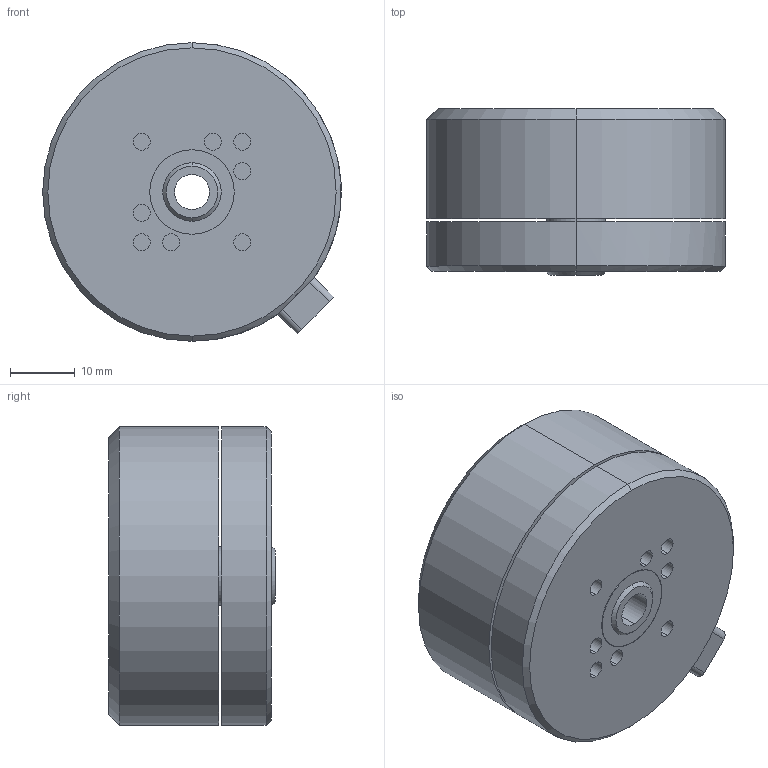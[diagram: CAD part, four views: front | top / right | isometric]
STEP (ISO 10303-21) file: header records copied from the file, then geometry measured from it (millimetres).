
FILE_DESCRIPTION (( 'STEP AP214' ), '1' );
FILE_NAME ('motor.STEP', '2020-05-24T09:52:35', ( '' ), ( '' ), 'SwSTEP 2.0', 'SolidWorks 2016', '' );
FILE_SCHEMA (( 'AUTOMOTIVE_DESIGN' ));
Length unit declared in the file: millimetre
Products named in the file (2): motor
Bounding box: 46 x 25.6 x 46 mm (x, y, z)
Volume: 39677.2 mm3; surface area: 11011.4 mm2
Topology: 1 solids, 1 shells, 92 faces, 192 edges, 126 vertices
Faces by surface type: cylinder 54, plane 32, cone 6
Entity records: 2805 total; most frequent: DIRECTION 493, CARTESIAN_POINT 435, ORIENTED_EDGE 384, AXIS2_PLACEMENT_3D 210, EDGE_CURVE 192, VERTEX_POINT 126, EDGE_LOOP 118, CIRCLE 116
